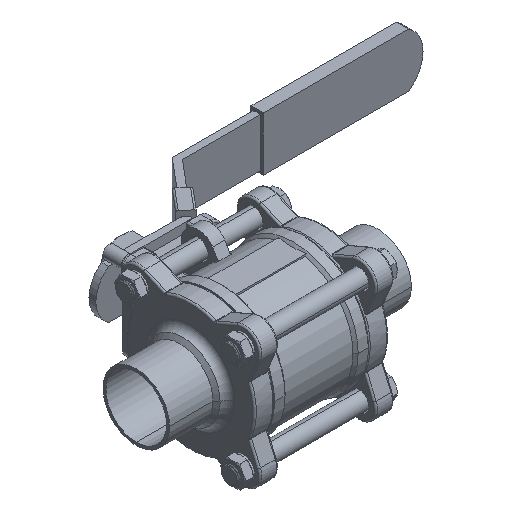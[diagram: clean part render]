
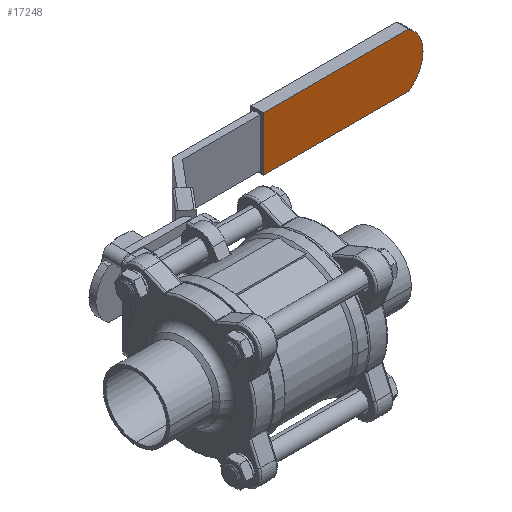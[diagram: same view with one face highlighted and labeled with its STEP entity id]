
A CAD part, isometric view. The second image highlights one B-rep face of the part: STEP entity #17248.
In plain terms, the highlighted planar face has unit normal (0, -1, 0).
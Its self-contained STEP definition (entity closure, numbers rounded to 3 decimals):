
#16489=CARTESIAN_POINT('',(145.135,30.5,0.));
#16490=DIRECTION('',(0.,1.,0.));
#16491=DIRECTION('',(0.546,0.,0.838));
#16492=AXIS2_PLACEMENT_3D('',#16489,#16490,#16491);
#16494=DIRECTION('',(-1.,0.,0.));
#16495=VECTOR('',#16494,83.475);
#16496=CARTESIAN_POINT('',(155.234,30.5,-15.5));
#16497=LINE('',#16496,#16495);
#16498=DIRECTION('',(0.,0.,1.));
#16499=VECTOR('',#16498,31.);
#16500=CARTESIAN_POINT('',(71.76,30.5,-15.5));
#16501=LINE('',#16500,#16499);
#16502=DIRECTION('',(1.,0.,0.));
#16503=VECTOR('',#16502,83.475);
#16504=CARTESIAN_POINT('',(71.76,30.5,15.5));
#16505=LINE('',#16504,#16503);
#16791=CARTESIAN_POINT('',(155.234,30.5,15.5));
#16792=CARTESIAN_POINT('',(155.234,30.5,-15.5));
#16793=VERTEX_POINT('',#16791);
#16794=VERTEX_POINT('',#16792);
#16795=CARTESIAN_POINT('',(71.76,30.5,-15.5));
#16796=VERTEX_POINT('',#16795);
#16797=CARTESIAN_POINT('',(71.76,30.5,15.5));
#16798=VERTEX_POINT('',#16797);
#17234=CARTESIAN_POINT('',(0.,30.5,-108.255));
#17235=DIRECTION('',(0.,1.,0.));
#17236=DIRECTION('',(1.,0.,0.));
#17237=AXIS2_PLACEMENT_3D('',#17234,#17235,#17236);
#17238=PLANE('',#17237);
#17240=ORIENTED_EDGE('',*,*,#17239,.T.);
#17242=ORIENTED_EDGE('',*,*,#17241,.T.);
#17243=ORIENTED_EDGE('',*,*,#17215,.T.);
#17245=ORIENTED_EDGE('',*,*,#17244,.T.);
#17246=EDGE_LOOP('',(#17240,#17242,#17243,#17245));
#17247=FACE_OUTER_BOUND('',#17246,.F.);
#16493=CIRCLE('',#16492,18.5);
#17215=EDGE_CURVE('',#16796,#16798,#16501,.T.);
#17239=EDGE_CURVE('',#16793,#16794,#16493,.T.);
#17241=EDGE_CURVE('',#16794,#16796,#16497,.T.);
#17244=EDGE_CURVE('',#16798,#16793,#16505,.T.);
#17248=ADVANCED_FACE('',(#17247),#17238,.F.);
